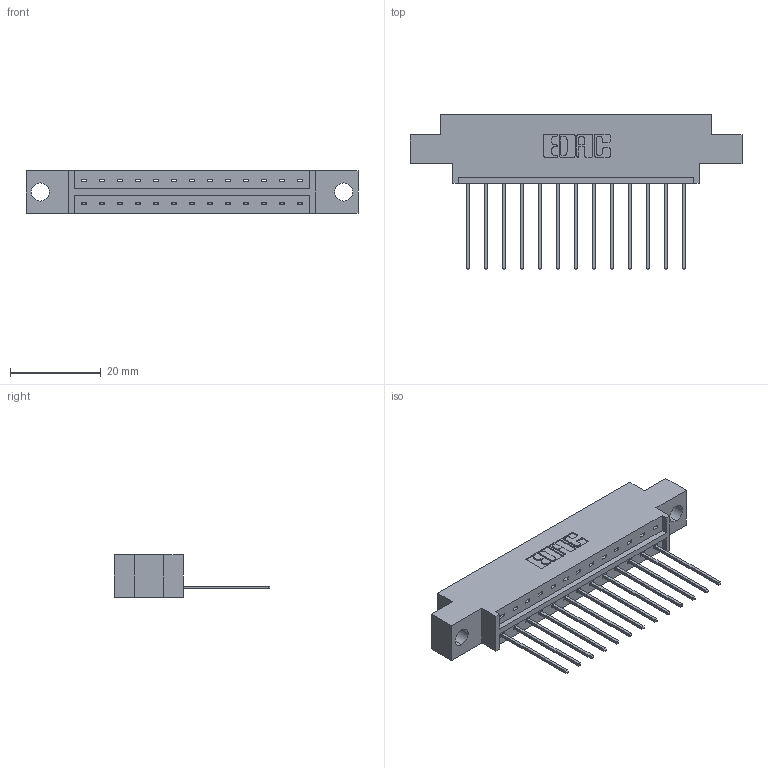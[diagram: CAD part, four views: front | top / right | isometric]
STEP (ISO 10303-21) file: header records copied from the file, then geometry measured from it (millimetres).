
FILE_DESCRIPTION (( 'STEP AP203' ), '1' );
FILE_NAME ('333-013-541-604.STEP', '2018-08-01T01:29:14', ( '' ), ( '' ), 'SwSTEP 2.0', 'SolidWorks 2016', '' );
FILE_SCHEMA (( 'CONFIG_CONTROL_DESIGN' ));
Length unit declared in the file: inch
Products named in the file (3): 333 Part_Offset - .156 Dia - TH; 345-292-001_345-293-141; 333-013-541-604
Assembly tree (14 placements, depth 2):
  333-013-541-604
    333 Part_Offset - .156 Dia - TH
    345-292-001_345-293-141  x13
Bounding box: 73.05 x 34.3 x 9.4 mm (x, y, z)
Volume: 6828.8 mm3; surface area: 7455.5 mm2
Topology: 14 solids, 14 shells, 872 faces, 2611 edges, 1722 vertices
Faces by surface type: plane 620, cylinder 252
Entity records: 11851 total; most frequent: CARTESIAN_POINT 2057, ORIENTED_EDGE 2006, DIRECTION 1793, EDGE_CURVE 1003, VECTOR 875, LINE 875, VERTEX_POINT 666, AXIS2_PLACEMENT_3D 459
